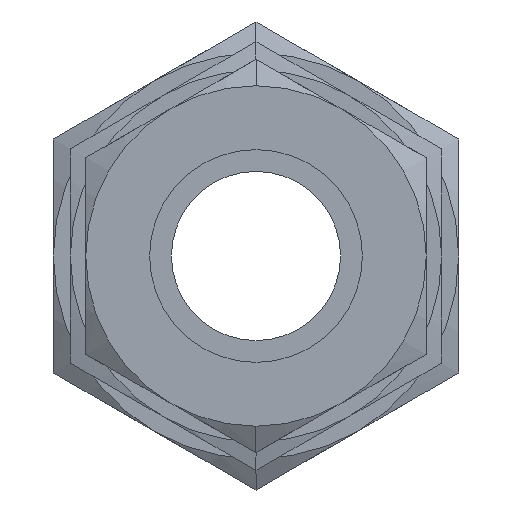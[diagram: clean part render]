
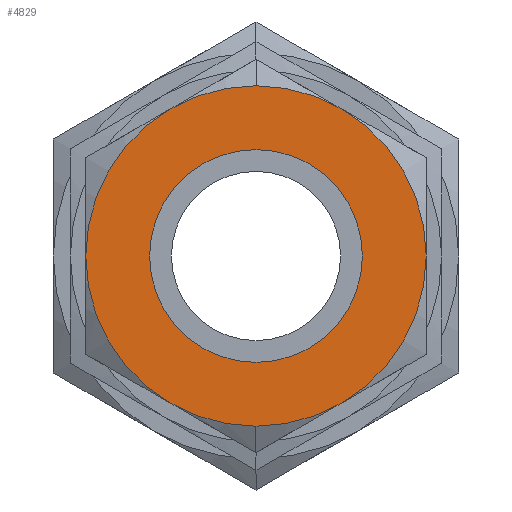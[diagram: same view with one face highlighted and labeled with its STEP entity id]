
A CAD part, left-side view. The second image highlights one B-rep face of the part: STEP entity #4829.
In plain terms, the highlighted planar face has unit normal (-1, 0, 0).
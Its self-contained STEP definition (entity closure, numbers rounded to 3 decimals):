
#187 = CARTESIAN_POINT ( 'NONE',  ( 0., 0., 0. ) ) ;
#268 = CIRCLE ( 'NONE', #6726, 16. ) ;
#580 = AXIS2_PLACEMENT_3D ( 'NONE', #5785, #9313, #4106 ) ;
#977 = ORIENTED_EDGE ( 'NONE', *, *, #2097, .F. ) ;
#1114 = CIRCLE ( 'NONE', #8137, 16. ) ;
#1150 = ORIENTED_EDGE ( 'NONE', *, *, #5268, .F. ) ;
#1423 = FACE_BOUND ( 'NONE', #3315, .T. ) ;
#2097 = EDGE_CURVE ( 'NONE', #3857, #4125, #1114, .T. ) ;
#2242 = DIRECTION ( 'NONE',  ( 0., 0., 1. ) ) ;
#2290 = DIRECTION ( 'NONE',  ( -1., 0., 0. ) ) ;
#2786 = CARTESIAN_POINT ( 'NONE',  ( 0., 0., 0. ) ) ;
#3217 = FACE_OUTER_BOUND ( 'NONE', #11006, .T. ) ;
#3315 = EDGE_LOOP ( 'NONE', ( #7362, #7434 ) ) ;
#3797 = CIRCLE ( 'NONE', #5270, 10. ) ;
#3857 = VERTEX_POINT ( 'NONE', #7668 ) ;
#3984 = CARTESIAN_POINT ( 'NONE',  ( 0., 0., 0. ) ) ;
#4089 = PLANE ( 'NONE',  #6473 ) ;
#4106 = DIRECTION ( 'NONE',  ( 0., 0., 1. ) ) ;
#4125 = VERTEX_POINT ( 'NONE', #10301 ) ;
#4829 = ADVANCED_FACE ( 'NONE', ( #1423, #3217 ), #4089, .T. ) ;
#5018 = CARTESIAN_POINT ( 'NONE',  ( 0., 0., 10. ) ) ;
#5268 = EDGE_CURVE ( 'NONE', #4125, #3857, #268, .T. ) ;
#5270 = AXIS2_PLACEMENT_3D ( 'NONE', #187, #8741, #10764 ) ;
#5785 = CARTESIAN_POINT ( 'NONE',  ( 0., 0., 0. ) ) ;
#6316 = DIRECTION ( 'NONE',  ( 0., 0., -1. ) ) ;
#6473 = AXIS2_PLACEMENT_3D ( 'NONE', #10212, #2290, #9349 ) ;
#6513 = VERTEX_POINT ( 'NONE', #9036 ) ;
#6726 = AXIS2_PLACEMENT_3D ( 'NONE', #3984, #8326, #2242 ) ;
#7362 = ORIENTED_EDGE ( 'NONE', *, *, #10537, .T. ) ;
#7434 = ORIENTED_EDGE ( 'NONE', *, *, #9725, .T. ) ;
#7668 = CARTESIAN_POINT ( 'NONE',  ( 0., 0., -16. ) ) ;
#8137 = AXIS2_PLACEMENT_3D ( 'NONE', #2786, #10709, #6316 ) ;
#8326 = DIRECTION ( 'NONE',  ( 1., 0., 0. ) ) ;
#8741 = DIRECTION ( 'NONE',  ( 1., 0., 0. ) ) ;
#8899 = CIRCLE ( 'NONE', #580, 10. ) ;
#9036 = CARTESIAN_POINT ( 'NONE',  ( 0., 0., -10. ) ) ;
#9313 = DIRECTION ( 'NONE',  ( 1., 0., 0. ) ) ;
#9349 = DIRECTION ( 'NONE',  ( 0., 0., 1. ) ) ;
#9725 = EDGE_CURVE ( 'NONE', #11107, #6513, #8899, .T. ) ;
#10212 = CARTESIAN_POINT ( 'NONE',  ( 0., 0., 8. ) ) ;
#10301 = CARTESIAN_POINT ( 'NONE',  ( 0., 0., 16. ) ) ;
#10537 = EDGE_CURVE ( 'NONE', #6513, #11107, #3797, .T. ) ;
#10709 = DIRECTION ( 'NONE',  ( 1., 0., 0. ) ) ;
#10764 = DIRECTION ( 'NONE',  ( 0., 0., -1. ) ) ;
#11006 = EDGE_LOOP ( 'NONE', ( #1150, #977 ) ) ;
#11107 = VERTEX_POINT ( 'NONE', #5018 ) ;
